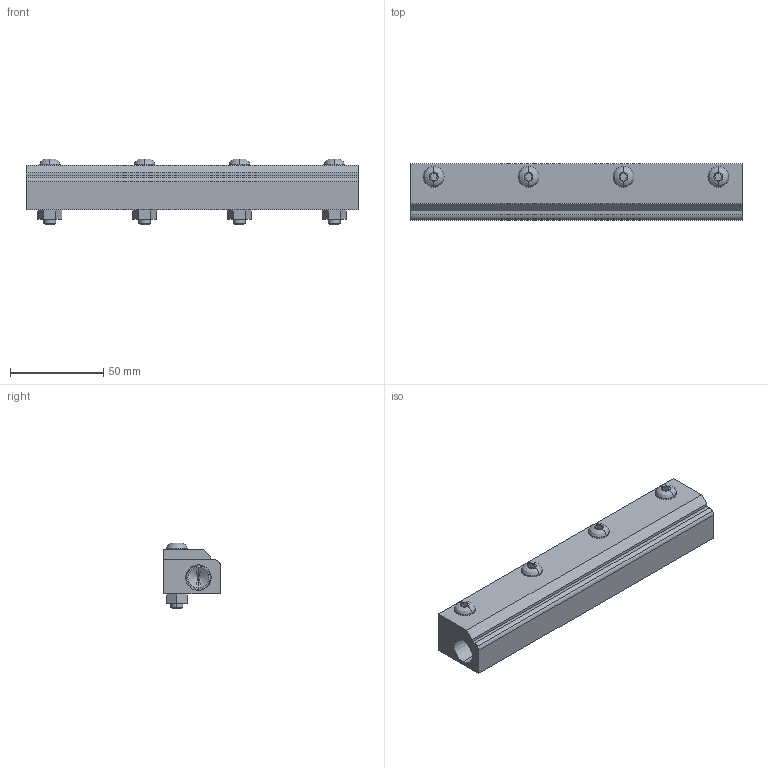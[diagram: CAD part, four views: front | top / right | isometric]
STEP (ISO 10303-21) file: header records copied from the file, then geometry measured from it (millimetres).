
FILE_DESCRIPTION(('STEP AP203'),'1');
FILE_NAME('2206ss.stp','2024-09-25T10:07:47',('TraceParts'),('TraceParts S.A.'),'Spatial InterOp 3D',' ',' ');
FILE_SCHEMA(('CONFIG_CONTROL_DESIGN'));
Length unit declared in the file: millimetre
Products named in the file (1): 1
Bounding box: 177.8 x 30.48 x 35.1 mm (x, y, z)
Volume: 118438.8 mm3; surface area: 37313.7 mm2
Topology: 10 solids, 10 shells, 156 faces, 369 edges, 243 vertices
Faces by surface type: plane 86, cylinder 44, bspline 14, cone 12
Entity records: 5016 total; most frequent: CARTESIAN_POINT 1252, DIRECTION 787, ORIENTED_EDGE 734, EDGE_CURVE 367, AXIS2_PLACEMENT_3D 280, VERTEX_POINT 243, LINE 227, VECTOR 227
